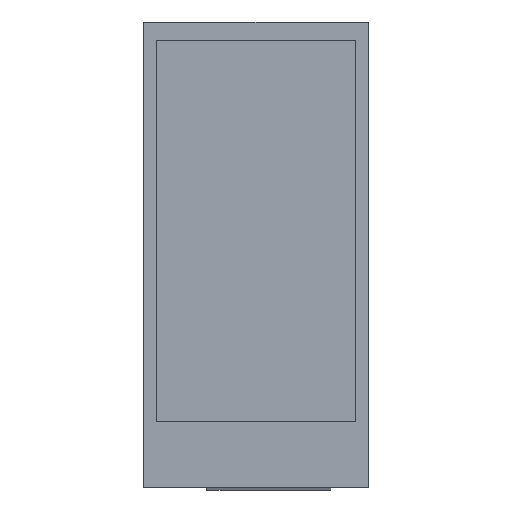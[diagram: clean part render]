
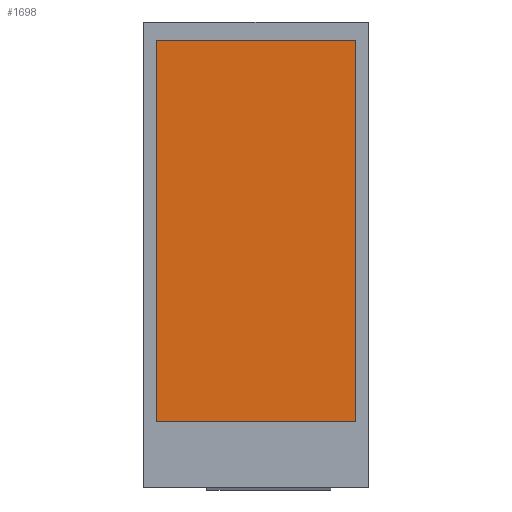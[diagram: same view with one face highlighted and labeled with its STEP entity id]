
A CAD part, top view. The second image highlights one B-rep face of the part: STEP entity #1698.
In plain terms, the highlighted planar face has unit normal (0, 0, 1).
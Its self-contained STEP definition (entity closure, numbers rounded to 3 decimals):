
#132=FACE_OUTER_BOUND('',#222,.T.);
#222=EDGE_LOOP('',(#1526,#1527,#1528,#1529));
#440=LINE('',#2680,#666);
#443=LINE('',#2686,#669);
#446=LINE('',#2692,#672);
#449=LINE('',#2696,#675);
#666=VECTOR('',#2203,10.);
#669=VECTOR('',#2208,10.);
#672=VECTOR('',#2213,10.);
#675=VECTOR('',#2218,10.);
#826=VERTEX_POINT('',#2677);
#827=VERTEX_POINT('',#2679);
#829=VERTEX_POINT('',#2685);
#831=VERTEX_POINT('',#2691);
#1056=EDGE_CURVE('',#827,#826,#440,.T.);
#1059=EDGE_CURVE('',#829,#827,#443,.T.);
#1062=EDGE_CURVE('',#831,#829,#446,.T.);
#1065=EDGE_CURVE('',#826,#831,#449,.T.);
#1526=ORIENTED_EDGE('',*,*,#1065,.T.);
#1527=ORIENTED_EDGE('',*,*,#1062,.T.);
#1528=ORIENTED_EDGE('',*,*,#1059,.T.);
#1529=ORIENTED_EDGE('',*,*,#1056,.T.);
#1613=PLANE('',#1807);
#1698=ADVANCED_FACE('',(#132),#1613,.T.);
#1807=AXIS2_PLACEMENT_3D('',#2697,#2219,#2220);
#2203=DIRECTION('',(-1.,0.,0.));
#2208=DIRECTION('',(0.,1.,0.));
#2213=DIRECTION('',(1.,0.,0.));
#2218=DIRECTION('',(0.,-1.,0.));
#2219=DIRECTION('center_axis',(0.,0.,1.));
#2220=DIRECTION('ref_axis',(1.,0.,0.));
#2677=CARTESIAN_POINT('',(0.75,26.85,1.5));
#2679=CARTESIAN_POINT('',(12.75,26.85,1.5));
#2680=CARTESIAN_POINT('',(0.75,26.85,1.5));
#2685=CARTESIAN_POINT('',(12.75,3.95,1.5));
#2686=CARTESIAN_POINT('',(12.75,26.85,1.5));
#2691=CARTESIAN_POINT('',(0.75,3.95,1.5));
#2692=CARTESIAN_POINT('',(12.75,3.95,1.5));
#2696=CARTESIAN_POINT('',(0.75,3.95,1.5));
#2697=CARTESIAN_POINT('Origin',(6.75,15.4,1.5));
